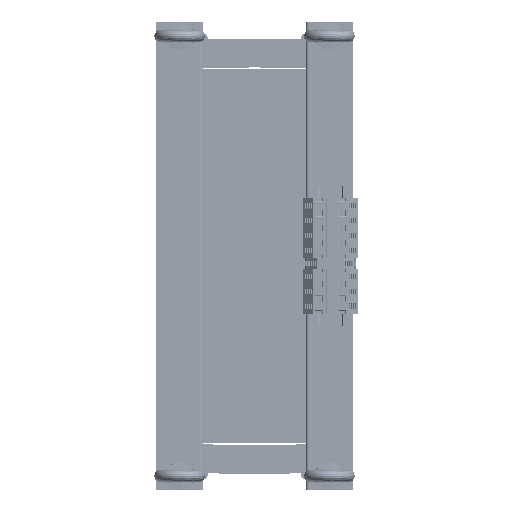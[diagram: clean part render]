
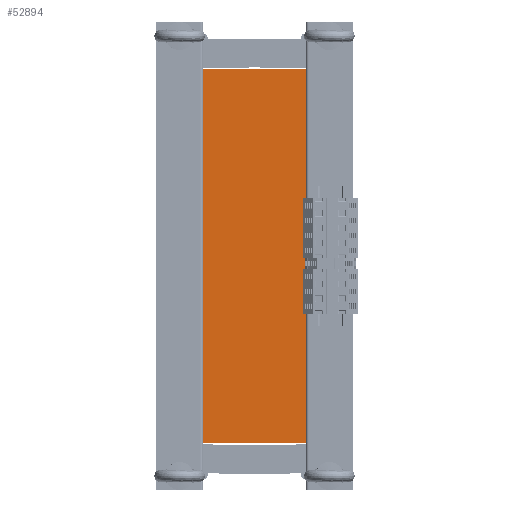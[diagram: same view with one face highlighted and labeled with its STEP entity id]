
A CAD part, left-side view. The second image highlights one B-rep face of the part: STEP entity #52894.
In plain terms, the highlighted planar face has unit normal (-1, 0, 0).
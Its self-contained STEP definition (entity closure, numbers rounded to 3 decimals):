
#6280=FACE_OUTER_BOUND('',#9300,.T.);
#9300=EDGE_LOOP('',(#35705,#35706,#35707,#35708));
#12431=LINE('',#77051,#17728);
#12439=LINE('',#77066,#17736);
#12440=LINE('',#77068,#17737);
#12441=LINE('',#77069,#17738);
#17728=VECTOR('',#61498,10.);
#17736=VECTOR('',#61510,10.);
#17737=VECTOR('',#61513,10.);
#17738=VECTOR('',#61514,10.);
#23023=VERTEX_POINT('',#77048);
#23024=VERTEX_POINT('',#77050);
#23028=VERTEX_POINT('',#77062);
#23029=VERTEX_POINT('',#77064);
#27891=EDGE_CURVE('',#23023,#23024,#12431,.T.);
#27899=EDGE_CURVE('',#23028,#23029,#12439,.T.);
#27900=EDGE_CURVE('',#23023,#23028,#12440,.T.);
#27901=EDGE_CURVE('',#23024,#23029,#12441,.T.);
#35705=ORIENTED_EDGE('',*,*,#27900,.T.);
#35706=ORIENTED_EDGE('',*,*,#27899,.T.);
#35707=ORIENTED_EDGE('',*,*,#27901,.F.);
#35708=ORIENTED_EDGE('',*,*,#27891,.F.);
#51226=PLANE('',#56313);
#52894=ADVANCED_FACE('',(#6280),#51226,.T.);
#56313=AXIS2_PLACEMENT_3D('',#77067,#61511,#61512);
#61498=DIRECTION('',(0.,1.,0.));
#61510=DIRECTION('',(0.,1.,0.));
#61511=DIRECTION('center_axis',(-1.,0.,0.));
#61512=DIRECTION('ref_axis',(0.,0.,1.));
#61513=DIRECTION('',(0.,0.,1.));
#61514=DIRECTION('',(0.,0.,1.));
#77048=CARTESIAN_POINT('',(-400.,0.,0.));
#77050=CARTESIAN_POINT('',(-400.,110.,0.));
#77051=CARTESIAN_POINT('',(-400.,0.,0.));
#77062=CARTESIAN_POINT('',(-400.,0.,400.));
#77064=CARTESIAN_POINT('',(-400.,110.,400.));
#77066=CARTESIAN_POINT('',(-400.,0.,400.));
#77067=CARTESIAN_POINT('Origin',(-400.,0.,0.));
#77068=CARTESIAN_POINT('',(-400.,0.,0.));
#77069=CARTESIAN_POINT('',(-400.,110.,0.));
